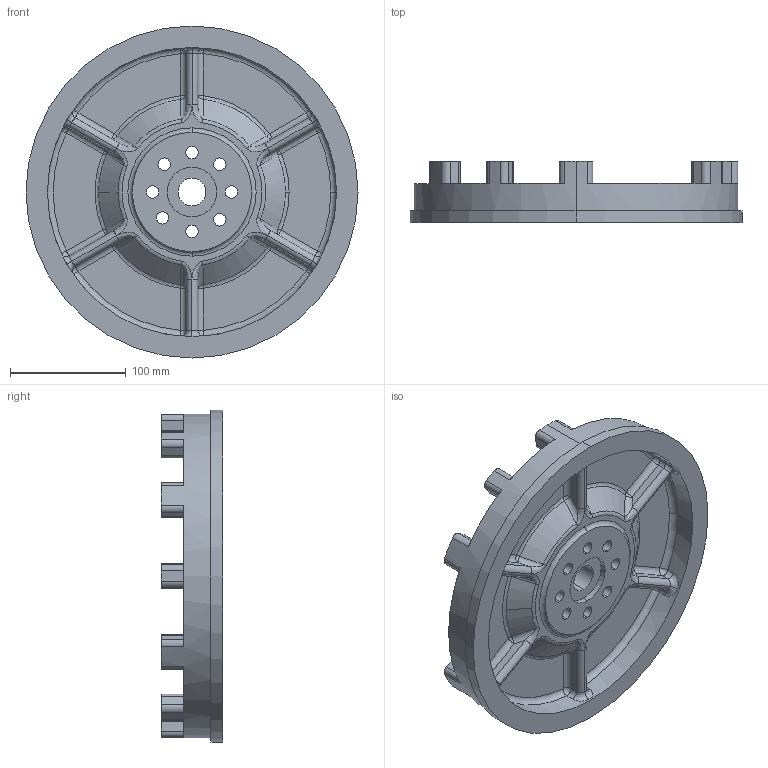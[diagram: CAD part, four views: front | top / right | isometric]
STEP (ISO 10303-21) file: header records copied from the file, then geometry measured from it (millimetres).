
FILE_DESCRIPTION (( 'STEP AP214' ), '1' );
FILE_NAME ('Flywheel_V3.STEP', '2023-06-25T19:38:48', ( 'Metis' ), ( '' ), 'SwSTEP 2.0', 'SolidWorks 2020', '' );
FILE_SCHEMA (( 'AUTOMOTIVE_DESIGN' ));
Length unit declared in the file: millimetre
Products named in the file (1): Flywheel_V3
Bounding box: 287 x 52.8 x 287 mm (x, y, z)
Volume: 1097308.7 mm3; surface area: 209215.6 mm2
Topology: 1 solids, 1 shells, 296 faces, 730 edges, 427 vertices
Faces by surface type: cylinder 139, plane 62, bspline 36, torus 26, sphere 24, cone 9
Entity records: 11407 total; most frequent: CARTESIAN_POINT 4454, DIRECTION 1555, ORIENTED_EDGE 1412, EDGE_CURVE 706, AXIS2_PLACEMENT_3D 660, VERTEX_POINT 427, CIRCLE 399, EDGE_LOOP 329
